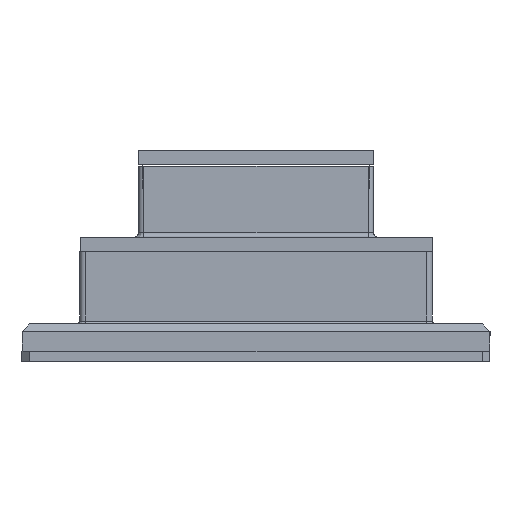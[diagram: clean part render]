
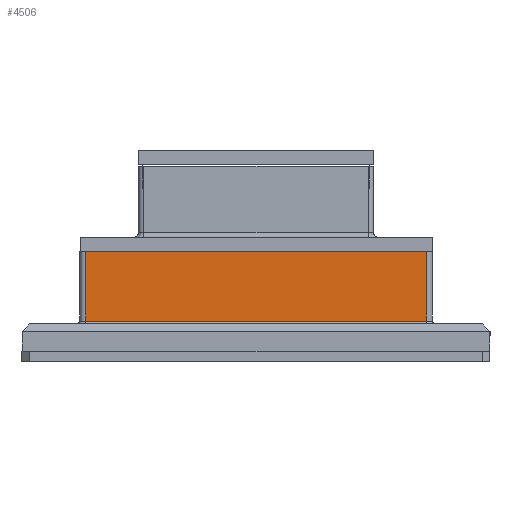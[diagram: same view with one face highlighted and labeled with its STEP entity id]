
A CAD part, left-side view. The second image highlights one B-rep face of the part: STEP entity #4506.
In plain terms, the highlighted planar face has unit normal (-1, 0, 0).
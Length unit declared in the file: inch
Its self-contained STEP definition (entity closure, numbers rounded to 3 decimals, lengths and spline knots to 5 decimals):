
#25 = LINE ( 'NONE', #8130, #4743 ) ;
#627 = VECTOR ( 'NONE', #4933, 39.37008 ) ;
#1329 = ORIENTED_EDGE ( 'NONE', *, *, #2468, .F. ) ;
#1564 = CARTESIAN_POINT ( 'NONE',  ( 15.39855, 5.94938, 2.62323 ) ) ;
#2036 = ORIENTED_EDGE ( 'NONE', *, *, #4389, .F. ) ;
#2343 = LINE ( 'NONE', #4892, #627 ) ;
#2348 = EDGE_LOOP ( 'NONE', ( #1329, #2036, #5645, #6244 ) ) ;
#2363 = CARTESIAN_POINT ( 'NONE',  ( 15.39855, 5.87938, 2.62323 ) ) ;
#2382 = CARTESIAN_POINT ( 'NONE',  ( 15.39855, 1.47938, 2.60323 ) ) ;
#2468 = EDGE_CURVE ( 'NONE', #7768, #6034, #2343, .T. ) ;
#2944 = VERTEX_POINT ( 'NONE', #6747 ) ;
#3214 = VECTOR ( 'NONE', #3475, 39.37008 ) ;
#3237 = EDGE_CURVE ( 'NONE', #3946, #2944, #25, .T. ) ;
#3475 = DIRECTION ( 'NONE',  ( 0., -1., 0. ) ) ;
#3871 = CARTESIAN_POINT ( 'NONE',  ( 15.39855, 1.51938, 2.62323 ) ) ;
#3915 = CARTESIAN_POINT ( 'NONE',  ( 15.39855, 1.51938, 1.73335 ) ) ;
#3946 = VERTEX_POINT ( 'NONE', #2363 ) ;
#4116 = LINE ( 'NONE', #1564, #7308 ) ;
#4321 = DIRECTION ( 'NONE',  ( 0., 0., 1. ) ) ;
#4389 = EDGE_CURVE ( 'NONE', #3946, #7768, #4116, .T. ) ;
#4506 = ADVANCED_FACE ( 'NONE', ( #4538 ), #7502, .T. ) ;
#4538 = FACE_OUTER_BOUND ( 'NONE', #2348, .T. ) ;
#4743 = VECTOR ( 'NONE', #6043, 39.37008 ) ;
#4892 = CARTESIAN_POINT ( 'NONE',  ( 15.39855, 1.51938, 2.16829 ) ) ;
#4933 = DIRECTION ( 'NONE',  ( 0., 0., -1. ) ) ;
#5645 = ORIENTED_EDGE ( 'NONE', *, *, #3237, .T. ) ;
#6034 = VERTEX_POINT ( 'NONE', #3915 ) ;
#6043 = DIRECTION ( 'NONE',  ( 0., 0., -1. ) ) ;
#6244 = ORIENTED_EDGE ( 'NONE', *, *, #7408, .T. ) ;
#6391 = LINE ( 'NONE', #7293, #3214 ) ;
#6440 = AXIS2_PLACEMENT_3D ( 'NONE', #2382, #8154, #4321 ) ;
#6747 = CARTESIAN_POINT ( 'NONE',  ( 15.39855, 5.87938, 1.73335 ) ) ;
#7293 = CARTESIAN_POINT ( 'NONE',  ( 15.39855, 1.47938, 1.73335 ) ) ;
#7308 = VECTOR ( 'NONE', #7957, 39.37008 ) ;
#7408 = EDGE_CURVE ( 'NONE', #2944, #6034, #6391, .T. ) ;
#7502 = PLANE ( 'NONE',  #6440 ) ;
#7768 = VERTEX_POINT ( 'NONE', #3871 ) ;
#7957 = DIRECTION ( 'NONE',  ( 0., -1., 0. ) ) ;
#8130 = CARTESIAN_POINT ( 'NONE',  ( 15.39855, 5.87938, 2.60323 ) ) ;
#8154 = DIRECTION ( 'NONE',  ( -1., 0., 0. ) ) ;
